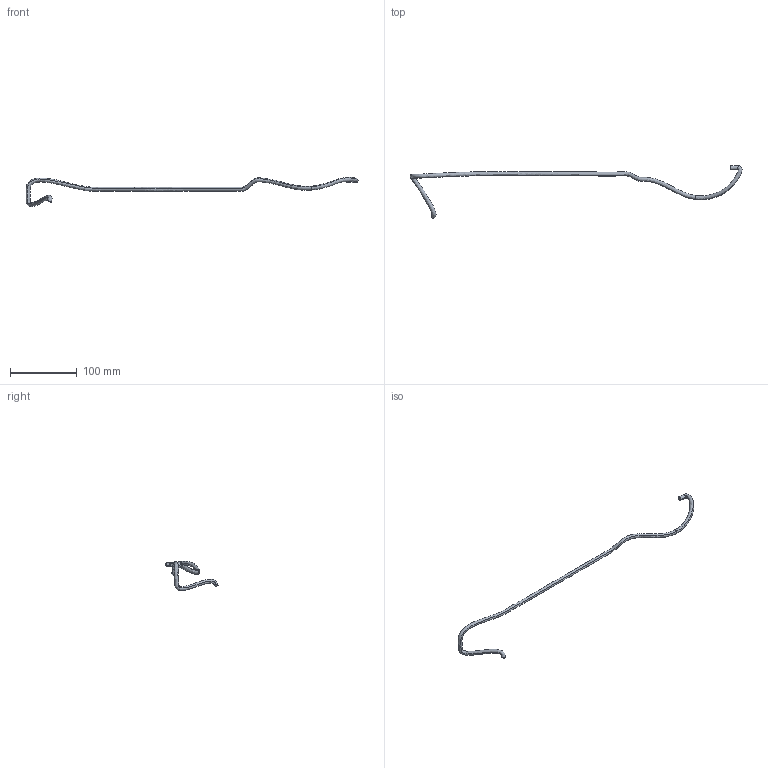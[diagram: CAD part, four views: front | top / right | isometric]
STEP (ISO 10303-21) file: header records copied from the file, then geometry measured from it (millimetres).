
FILE_DESCRIPTION (( 'STEP AP203' ), '1' );
FILE_NAME ('cable-full_ass_V7_Ball_and_Beam_Default_sldprt.STEP', '2023-04-20T12:25:25', ( '' ), ( '' ), 'SwSTEP 2.0', 'SolidWorks 2021', '' );
FILE_SCHEMA (( 'CONFIG_CONTROL_DESIGN' ));
Length unit declared in the file: millimetre
Products named in the file (1): cable-full_ass_V7_Ball_and_Beam_Default_sldprt
Bounding box: 496.28 x 78.22 x 43.87 mm (x, y, z)
Volume: 17163.7 mm3; surface area: 12077.2 mm2
Topology: 1 solids, 1 shells, 9 faces, 19 edges, 12 vertices
Faces by surface type: bspline 7, plane 2
Entity records: 3229 total; most frequent: CARTESIAN_POINT 3013, ORIENTED_EDGE 38, EDGE_CURVE 19, DIRECTION 14, VERTEX_POINT 12, B_SPLINE_CURVE_WITH_KNOTS 11, FACE_OUTER_BOUND 9, ADVANCED_FACE 9
